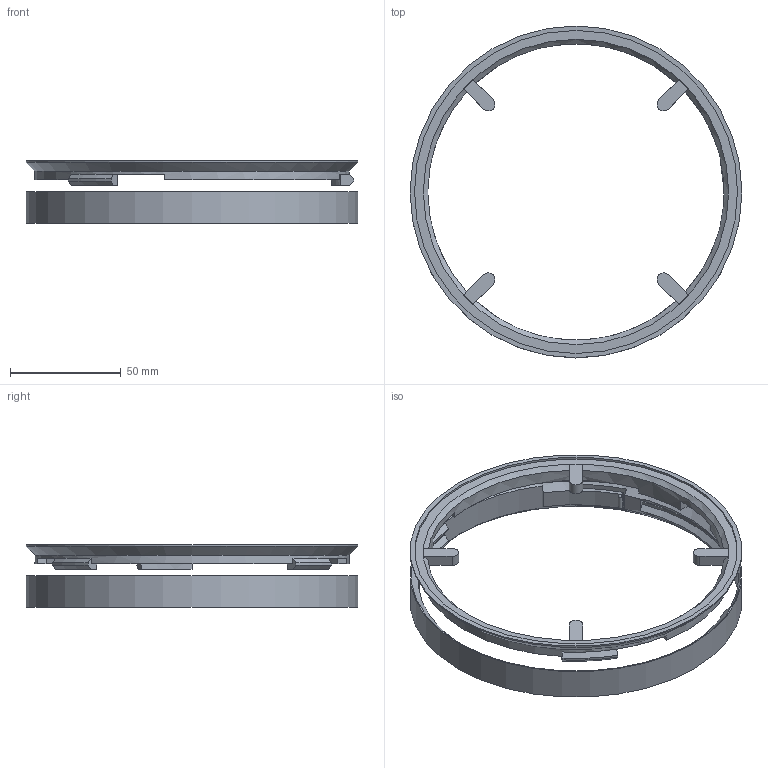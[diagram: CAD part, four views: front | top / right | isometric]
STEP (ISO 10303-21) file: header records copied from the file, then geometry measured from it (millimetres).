
FILE_DESCRIPTION(/* description */ (''),/* implementation_level */ '2;1');
FILE_NAME(/* name */ 'Protyping Slice v2.step',/* time_stamp */ '2023-07-10T15:55:43+02:00',/* author */ (''),/* organization */ (''),/* preprocessor_version */ 'ST-DEVELOPER v19.2',/* originating_system */ 'Autodesk Translation Framework v12.6.0.85',/* authorisation */ '');
FILE_SCHEMA (('AUTOMOTIVE_DESIGN { 1 0 10303 214 3 1 1 }'));
Length unit declared in the file: millimetre
Products named in the file (1): Protyping Slice
Bounding box: 150 x 150 x 28.21 mm (x, y, z)
Volume: 32800.2 mm3; surface area: 30049.6 mm2
Topology: 2 solids, 2 shells, 102 faces, 285 edges, 187 vertices
Faces by surface type: plane 57, cylinder 27, cone 16, bspline 2
Full cylindrical faces by diameter (mm): 134 x1, 146 x1, 150 x2
Entity records: 3418 total; most frequent: CARTESIAN_POINT 697, DIRECTION 575, ORIENTED_EDGE 570, EDGE_CURVE 285, AXIS2_PLACEMENT_3D 207, VERTEX_POINT 187, LINE 161, VECTOR 161
